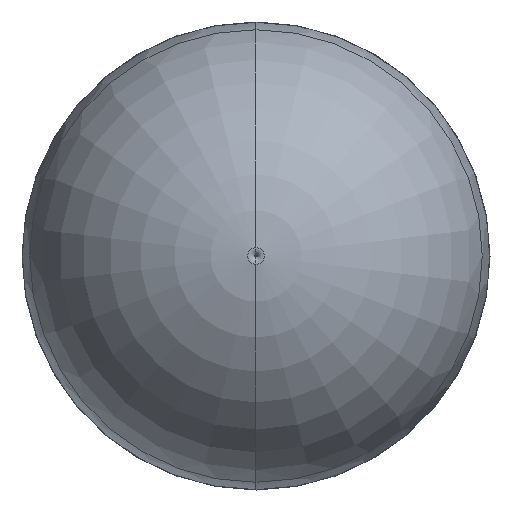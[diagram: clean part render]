
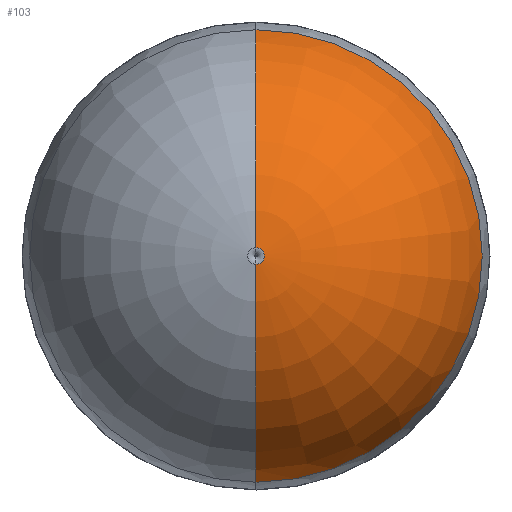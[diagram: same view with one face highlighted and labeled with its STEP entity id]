
A CAD part, left-side view. The second image highlights one B-rep face of the part: STEP entity #103.
In plain terms, the highlighted toroidal (fillet/blend) face has major radius 0.035 mm and minor radius 12.489 mm.
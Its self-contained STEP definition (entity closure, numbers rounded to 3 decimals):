
#94 = CARTESIAN_POINT ( 'NONE',  ( 12.517, 0., -0.035 ) ) ;
#103 = ADVANCED_FACE ( 'NONE', ( #332 ), #1302, .T. ) ;
#129 = EDGE_CURVE ( 'NONE', #336, #1933, #733, .T. ) ;
#174 = CIRCLE ( 'NONE', #3102, 0.446 ) ;
#217 = ORIENTED_EDGE ( 'NONE', *, *, #129, .T. ) ;
#332 = FACE_OUTER_BOUND ( 'NONE', #3549, .T. ) ;
#336 = VERTEX_POINT ( 'NONE', #798 ) ;
#481 = DIRECTION ( 'NONE',  ( 0., 0., 1. ) ) ;
#532 = CARTESIAN_POINT ( 'NONE',  ( 0.038, 0., -0.446 ) ) ;
#656 = DIRECTION ( 'NONE',  ( 0., 0., 1. ) ) ;
#733 = CIRCLE ( 'NONE', #1562, 12.489 ) ;
#780 = VERTEX_POINT ( 'NONE', #532 ) ;
#798 = CARTESIAN_POINT ( 'NONE',  ( 9.416, 0., 12.062 ) ) ;
#934 = AXIS2_PLACEMENT_3D ( 'NONE', #3400, #2315, #3121 ) ;
#1302 = TOROIDAL_SURFACE ( 'NONE', #1864, -0.035, 12.489 ) ;
#1510 = CARTESIAN_POINT ( 'NONE',  ( 0.038, 0., 0.446 ) ) ;
#1562 = AXIS2_PLACEMENT_3D ( 'NONE', #94, #2342, #1788 ) ;
#1707 = DIRECTION ( 'NONE',  ( -1., 0., 0. ) ) ;
#1748 = CARTESIAN_POINT ( 'NONE',  ( 12.517, 0., 0. ) ) ;
#1755 = CIRCLE ( 'NONE', #934, 12.062 ) ;
#1771 = DIRECTION ( 'NONE',  ( -1., 0., 0. ) ) ;
#1788 = DIRECTION ( 'NONE',  ( 0., 0., -1. ) ) ;
#1864 = AXIS2_PLACEMENT_3D ( 'NONE', #1748, #1771, #656 ) ;
#1933 = VERTEX_POINT ( 'NONE', #1510 ) ;
#2056 = ORIENTED_EDGE ( 'NONE', *, *, #3136, .F. ) ;
#2178 = CIRCLE ( 'NONE', #3225, 12.489 ) ;
#2315 = DIRECTION ( 'NONE',  ( -1., 0., 0. ) ) ;
#2342 = DIRECTION ( 'NONE',  ( 0., -1., 0. ) ) ;
#2366 = ORIENTED_EDGE ( 'NONE', *, *, #3201, .T. ) ;
#2438 = CARTESIAN_POINT ( 'NONE',  ( 12.517, 0., 0.035 ) ) ;
#2699 = DIRECTION ( 'NONE',  ( 0., 1., 0. ) ) ;
#2888 = DIRECTION ( 'NONE',  ( 0., 0., 1. ) ) ;
#2936 = ORIENTED_EDGE ( 'NONE', *, *, #3378, .F. ) ;
#3086 = CARTESIAN_POINT ( 'NONE',  ( 0.038, 0., 0. ) ) ;
#3102 = AXIS2_PLACEMENT_3D ( 'NONE', #3086, #1707, #2888 ) ;
#3121 = DIRECTION ( 'NONE',  ( 0., 0., 1. ) ) ;
#3136 = EDGE_CURVE ( 'NONE', #780, #1933, #174, .T. ) ;
#3201 = EDGE_CURVE ( 'NONE', #3372, #336, #1755, .T. ) ;
#3225 = AXIS2_PLACEMENT_3D ( 'NONE', #2438, #2699, #481 ) ;
#3372 = VERTEX_POINT ( 'NONE', #3578 ) ;
#3378 = EDGE_CURVE ( 'NONE', #3372, #780, #2178, .T. ) ;
#3400 = CARTESIAN_POINT ( 'NONE',  ( 9.416, 0., 0. ) ) ;
#3549 = EDGE_LOOP ( 'NONE', ( #2936, #2366, #217, #2056 ) ) ;
#3578 = CARTESIAN_POINT ( 'NONE',  ( 9.416, 0., -12.062 ) ) ;
